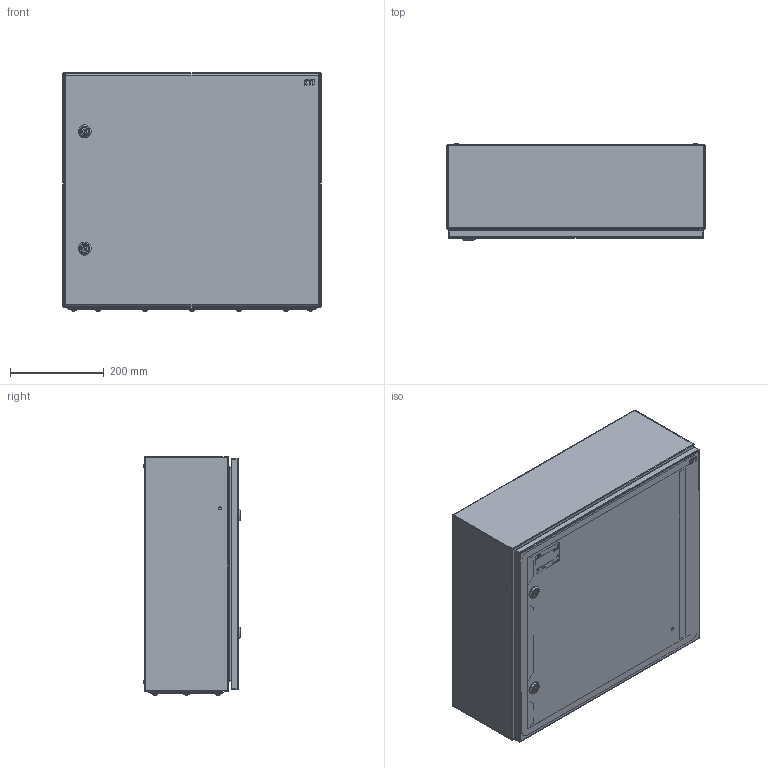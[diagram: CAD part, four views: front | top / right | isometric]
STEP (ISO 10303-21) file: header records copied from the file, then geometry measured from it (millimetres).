
FILE_DESCRIPTION((''),'2;1');
FILE_NAME('GT_50_55_20_ASM','2021-11-04T',('marketing.praksa'),('Audax d.o.o.'),'CREO PARAMETRIC BY PTC INC, 2017480','CREO PARAMETRIC BY PTC INC, 2017480','');
FILE_SCHEMA(('AUTOMOTIVE_DESIGN { 1 0 10303 214 1 1 1 1 }'));
Products named in the file (47): KOR_GT_50-55-20_1; PRZEPUST_1_2_3_4_1; ZAWIAS_1_2_3_4_1; TULEJA_1_2_3_4_1; PLYTA_1_2_3_4_1; NAKRETKA_M8_1_2_3_4_1; ZASLEPKA_10_7_1_2_3_4_1; DRZWI_1_2_3_4_5_6_7_8_1_1; DRZWI_1_2_3_4_5_6_7_8_2_1; ZAWIAS_3_ST47_002_ELEMENT-44039; ZAWIAS_3_ST47_002_ELEMENT-44040; DRZWI_1_2_3_4_5_6_7_8_3_1; DRZWI_1_2_3_4_5_6_7_8_4_1; DRZWI_1_2_3_4_5_6_7_8_5_1; 1_EB_1000-U6_H__KORPUS-44044_1; 1_EB_1000-U6_H__WK_ADKA-44045_1; 1_EB_1000-U6_H__SRUBA-44046_1; DRZWI_1_2_3_4_5_6_7_8_6_1; 1_EB_1000-U6_H__NAKR_TKA-44048_; DRZWI_1_2_3_4_5_6_7_8_7_1; 1_EB_1000-U6_H__KORPUS-44050_1; 1_EB_1000-U6_H__WK_ADKA-44051_1; 1_EB_1000-U6_H__SRUBA-44052_1; DRZWI_1_2_3_4_5_6_7_8_8_1; 1_EB_1000-U6_H__NAKR_TKA-44054_; DRZWI_1_2_3_4_5_6_7_8_9_1; DRZWI_1_2_3_4_5_6_7_8_10_1; DRZWI_1_2_3_4_5_6_7_8_11_1; ANSI_B27_7M_3CMI-4-44058_1; ANSI_B27_7M_3CMI-4-44059_1; DRZWI_1_2_3_4_5_6_7_8_13_1; ETI_LOGO_1_1_1_1_1_2_3_4_5_1; ETI_LOGO_2_1_1_1_1_2_3_4_5_1; ETI_LOGO_3_1_1_1_1_2_3_4_5_1; PRZEPUST_1_2_3_4_1_1_1; PRZEPUST_1_2_3_4_1_2_1; PRZEPUST_1_2_3_4_1_3_1; PRZEPUST_1_2_3_4_1_4_1; PRZEPUST_1_2_3_4_1_5_1; PRZEPUST_1_2_3_4_1_6_1 ...
Assembly tree (56 placements, depth 2):
  GT_50_55_20_ASM
    KOR_GT_50-55-20_1
    PRZEPUST_1_2_3_4_1
    ZAWIAS_1_2_3_4_1  x2
    TULEJA_1_2_3_4_1  x4
    PLYTA_1_2_3_4_1
    NAKRETKA_M8_1_2_3_4_1  x4
    ZASLEPKA_10_7_1_2_3_4_1  x4
    DRZWI_1_2_3_4_5_6_7_8_1_1
    DRZWI_1_2_3_4_5_6_7_8_2_1
    ZAWIAS_3_ST47_002_ELEMENT-44039
    ZAWIAS_3_ST47_002_ELEMENT-44040
    DRZWI_1_2_3_4_5_6_7_8_3_1
    DRZWI_1_2_3_4_5_6_7_8_4_1
    DRZWI_1_2_3_4_5_6_7_8_5_1
    1_EB_1000-U6_H__KORPUS-44044_1
    1_EB_1000-U6_H__WK_ADKA-44045_1
    1_EB_1000-U6_H__SRUBA-44046_1
    DRZWI_1_2_3_4_5_6_7_8_6_1
    1_EB_1000-U6_H__NAKR_TKA-44048_
    DRZWI_1_2_3_4_5_6_7_8_7_1
    1_EB_1000-U6_H__KORPUS-44050_1
    1_EB_1000-U6_H__WK_ADKA-44051_1
    1_EB_1000-U6_H__SRUBA-44052_1
    DRZWI_1_2_3_4_5_6_7_8_8_1
    1_EB_1000-U6_H__NAKR_TKA-44054_
    DRZWI_1_2_3_4_5_6_7_8_9_1
    DRZWI_1_2_3_4_5_6_7_8_10_1
    DRZWI_1_2_3_4_5_6_7_8_11_1
    ANSI_B27_7M_3CMI-4-44058_1
    ANSI_B27_7M_3CMI-4-44059_1
    DRZWI_1_2_3_4_5_6_7_8_13_1
    ETI_LOGO_1_1_1_1_1_2_3_4_5_1
    ETI_LOGO_2_1_1_1_1_2_3_4_5_1
    ETI_LOGO_3_1_1_1_1_2_3_4_5_1
    PRZEPUST_1_2_3_4_1_1_1
    PRZEPUST_1_2_3_4_1_2_1
    PRZEPUST_1_2_3_4_1_3_1
    PRZEPUST_1_2_3_4_1_4_1
    PRZEPUST_1_2_3_4_1_5_1
    PRZEPUST_1_2_3_4_1_6_1
    PRZEPUST_1_2_3_4_1_7_1
    PRZEPUST_1_2_3_4_1_8_1
    PRZEPUST_1_2_3_4_1_9_1
    PRZEPUST_1_2_3_4_1_10_1
    PRZEPUST_1_2_3_4_1_11_1
    PRZEPUST_1_2_3_4_1_12_1
Bounding box: 550 x 206.06 x 508.44 mm (x, y, z)
Volume: 2093775.9 mm3; surface area: 2796027.9 mm2
Topology: 56 solids, 56 shells, 2996 faces, 8223 edges, 5461 vertices
Faces by surface type: plane 1331, cylinder 1069, torus 172, cone 138, extrusion 136, bspline 94, sphere 56
Entity records: 105949 total; most frequent: CARTESIAN_POINT 21366, DIRECTION 13141, ORIENTED_EDGE 12930, PRESENTATION_STYLE_ASSIGNMENT 6511, STYLED_ITEM 6511, CURVE_STYLE 6465, EDGE_CURVE 6465, AXIS2_PLACEMENT_3D 4861
